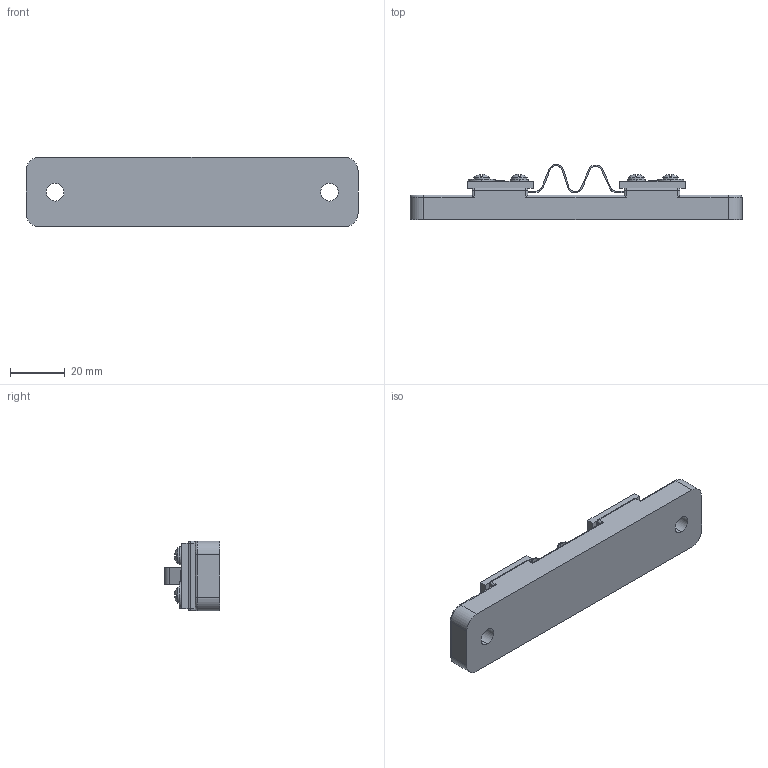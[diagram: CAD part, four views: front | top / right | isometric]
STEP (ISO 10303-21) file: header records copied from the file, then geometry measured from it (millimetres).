
FILE_DESCRIPTION (( 'STEP AP214' ), '1' );
FILE_NAME ('SRCN-C410-2_3D.step', '2023-09-13T23:36:36', ( '' ), ( '' ), 'SwSTEP 2.0', 'SolidWorks 2022', '' );
FILE_SCHEMA (( 'AUTOMOTIVE_DESIGN' ));
Length unit declared in the file: inch
Products named in the file (1): SRCN-C410-2_3D
Bounding box: 121 x 20.07 x 25.5 mm (x, y, z)
Volume: 32599.6 mm3; surface area: 11201.5 mm2
Topology: 1 solids, 1 shells, 189 faces, 484 edges, 300 vertices
Faces by surface type: plane 105, cylinder 68, sphere 12, torus 4
Entity records: 8095 total; most frequent: DIRECTION 1012, CARTESIAN_POINT 978, ORIENTED_EDGE 936, EDGE_CURVE 468, AXIS2_PLACEMENT_3D 362, VERTEX_POINT 296, LINE 288, VECTOR 288
